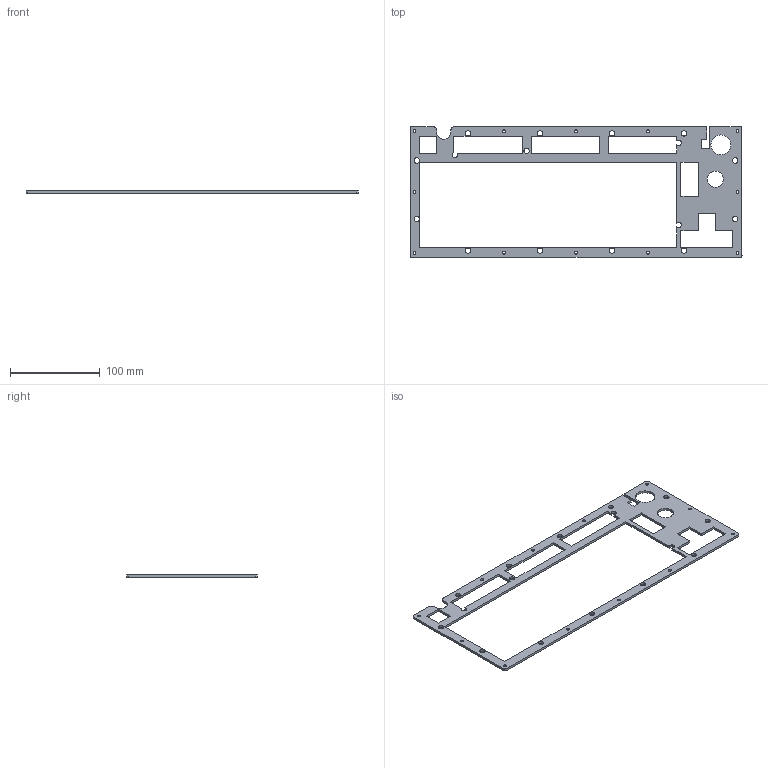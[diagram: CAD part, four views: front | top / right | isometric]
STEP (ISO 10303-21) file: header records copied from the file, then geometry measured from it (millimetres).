
FILE_DESCRIPTION(/* description */ (''),/* implementation_level */ '2;1');
FILE_NAME(/* name */ '8-上盖.step',/* time_stamp */ '2021-11-21T20:08:40+08:00',/* author */ (''),/* organization */ (''),/* preprocessor_version */ 'ST-DEVELOPER v18.1',/* originating_system */ 'Autodesk Translation Framework v10.10.0.1391',/* authorisation */ '');
FILE_SCHEMA (('AUTOMOTIVE_DESIGN { 1 0 10303 214 3 1 1 }'));
Length unit declared in the file: millimetre
Products named in the file (1): Fusion 零部件
Bounding box: 369.06 x 145.23 x 2.7 mm (x, y, z)
Volume: 48619.5 mm3; surface area: 45032.4 mm2
Topology: 1 solids, 1 shells, 89 faces, 261 edges, 174 vertices
Faces by surface type: plane 52, cylinder 37
Full cylindrical faces by diameter (mm): 3.2 x12, 6 x13, 18 x1, 22 x1
Entity records: 3138 total; most frequent: CARTESIAN_POINT 525, ORIENTED_EDGE 522, DIRECTION 515, EDGE_CURVE 261, LINE 187, VECTOR 187, VERTEX_POINT 174, AXIS2_PLACEMENT_3D 164
